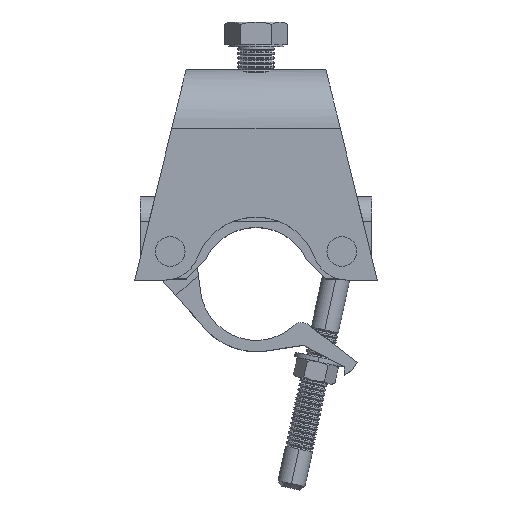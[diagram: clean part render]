
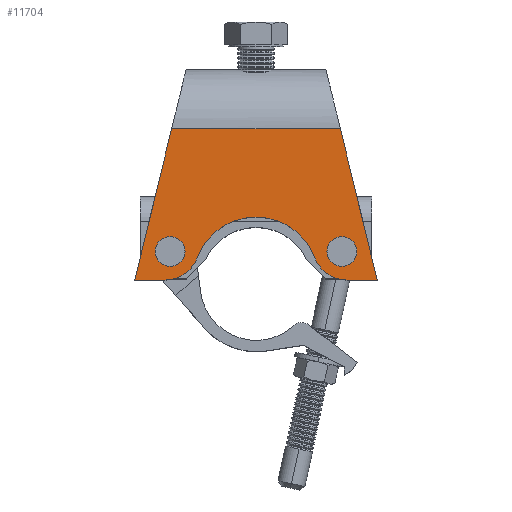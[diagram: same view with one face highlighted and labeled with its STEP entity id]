
A CAD part, top view. The second image highlights one B-rep face of the part: STEP entity #11704.
In plain terms, the highlighted planar face has unit normal (0, 0, 1).
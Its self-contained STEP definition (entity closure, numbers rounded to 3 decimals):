
#1 = FACE_BOUND ( 'NONE', #4840, .T. ) ;
#60 = EDGE_CURVE ( 'NONE', #9740, #18490, #6987, .T. ) ;
#134 = DIRECTION ( 'NONE',  ( 0., 0., 1. ) ) ;
#597 = AXIS2_PLACEMENT_3D ( 'NONE', #14209, #2529, #12641 ) ;
#603 = DIRECTION ( 'NONE',  ( 0., 0., -1. ) ) ;
#608 = DIRECTION ( 'NONE',  ( 0., 0., 1. ) ) ;
#802 = DIRECTION ( 'NONE',  ( 0., 1., 0. ) ) ;
#1197 = CIRCLE ( 'NONE', #17430, 27.5 ) ;
#1443 = DIRECTION ( 'NONE',  ( -0.238, -0.971, 0. ) ) ;
#1960 = EDGE_CURVE ( 'NONE', #2352, #11782, #1197, .T. ) ;
#2164 = AXIS2_PLACEMENT_3D ( 'NONE', #7875, #9335, #3555 ) ;
#2210 = AXIS2_PLACEMENT_3D ( 'NONE', #15505, #2223, #16978 ) ;
#2223 = DIRECTION ( 'NONE',  ( 0., 0., 1. ) ) ;
#2352 = VERTEX_POINT ( 'NONE', #13635 ) ;
#2422 = EDGE_CURVE ( 'NONE', #2352, #2614, #4360, .T. ) ;
#2426 = CIRCLE ( 'NONE', #2164, 5.1 ) ;
#2433 = CARTESIAN_POINT ( 'NONE',  ( -32.4, 12.5, 12. ) ) ;
#2529 = DIRECTION ( 'NONE',  ( 0., 0., 1. ) ) ;
#2614 = VERTEX_POINT ( 'NONE', #10450 ) ;
#2774 = CARTESIAN_POINT ( 'NONE',  ( -36.859, 66., 12. ) ) ;
#2816 = CIRCLE ( 'NONE', #4433, 5.1 ) ;
#3024 = VERTEX_POINT ( 'NONE', #15898 ) ;
#3555 = DIRECTION ( 'NONE',  ( -1., 0., 0. ) ) ;
#3660 = ORIENTED_EDGE ( 'NONE', *, *, #14072, .F. ) ;
#3701 = VERTEX_POINT ( 'NONE', #15929 ) ;
#3735 = CARTESIAN_POINT ( 'NONE',  ( 32.4, 12.5, 12. ) ) ;
#3858 = CIRCLE ( 'NONE', #2210, 5.1 ) ;
#4094 = VECTOR ( 'NONE', #12948, 1000. ) ;
#4218 = DIRECTION ( 'NONE',  ( -0.238, 0.971, 0. ) ) ;
#4360 = CIRCLE ( 'NONE', #12603, 15. ) ;
#4433 = AXIS2_PLACEMENT_3D ( 'NONE', #16432, #134, #9055 ) ;
#4656 = EDGE_CURVE ( 'NONE', #18490, #13278, #6108, .T. ) ;
#4763 = ORIENTED_EDGE ( 'NONE', *, *, #5372, .T. ) ;
#4840 = EDGE_LOOP ( 'NONE', ( #5134, #3660 ) ) ;
#5006 = CARTESIAN_POINT ( 'NONE',  ( -39.765, 15., 12. ) ) ;
#5134 = ORIENTED_EDGE ( 'NONE', *, *, #11333, .F. ) ;
#5172 = VERTEX_POINT ( 'NONE', #2433 ) ;
#5372 = EDGE_CURVE ( 'NONE', #13278, #3701, #14149, .T. ) ;
#6059 = VERTEX_POINT ( 'NONE', #13932 ) ;
#6108 = LINE ( 'NONE', #16193, #11626 ) ;
#6119 = DIRECTION ( 'NONE',  ( 0., 1., 0. ) ) ;
#6179 = FACE_BOUND ( 'NONE', #10189, .T. ) ;
#6490 = EDGE_CURVE ( 'NONE', #14549, #3701, #9228, .T. ) ;
#6631 = DIRECTION ( 'NONE',  ( 1., 0., 0. ) ) ;
#6987 = LINE ( 'NONE', #11438, #12952 ) ;
#7359 = ORIENTED_EDGE ( 'NONE', *, *, #60, .T. ) ;
#7534 = FACE_OUTER_BOUND ( 'NONE', #13845, .T. ) ;
#7875 = CARTESIAN_POINT ( 'NONE',  ( -37.5, 12.5, 12. ) ) ;
#7989 = ORIENTED_EDGE ( 'NONE', *, *, #16323, .F. ) ;
#8280 = ORIENTED_EDGE ( 'NONE', *, *, #8836, .T. ) ;
#8454 = CIRCLE ( 'NONE', #597, 5.1 ) ;
#8809 = EDGE_CURVE ( 'NONE', #5172, #3024, #2426, .T. ) ;
#8836 = EDGE_CURVE ( 'NONE', #14549, #11782, #9038, .T. ) ;
#8908 = CARTESIAN_POINT ( 'NONE',  ( 53., 0., 12. ) ) ;
#9038 = CIRCLE ( 'NONE', #16681, 15. ) ;
#9055 = DIRECTION ( 'NONE',  ( -1., 0., 0. ) ) ;
#9131 = CARTESIAN_POINT ( 'NONE',  ( 53., 0., 12. ) ) ;
#9228 = LINE ( 'NONE', #11578, #15027 ) ;
#9255 = ORIENTED_EDGE ( 'NONE', *, *, #8809, .F. ) ;
#9327 = PLANE ( 'NONE',  #11866 ) ;
#9335 = DIRECTION ( 'NONE',  ( 0., 0., 1. ) ) ;
#9740 = VERTEX_POINT ( 'NONE', #8908 ) ;
#10189 = EDGE_LOOP ( 'NONE', ( #9255, #7989 ) ) ;
#10204 = VECTOR ( 'NONE', #1443, 1000. ) ;
#10450 = CARTESIAN_POINT ( 'NONE',  ( 39.765, 0., 12. ) ) ;
#11049 = DIRECTION ( 'NONE',  ( 0., 0., 1. ) ) ;
#11333 = EDGE_CURVE ( 'NONE', #6059, #18825, #8454, .T. ) ;
#11438 = CARTESIAN_POINT ( 'NONE',  ( 53., 0., 12. ) ) ;
#11459 = CARTESIAN_POINT ( 'NONE',  ( 53., 0., 12. ) ) ;
#11578 = CARTESIAN_POINT ( 'NONE',  ( 53., 0., 12. ) ) ;
#11626 = VECTOR ( 'NONE', #11714, 1000. ) ;
#11704 = ADVANCED_FACE ( 'NONE', ( #6179, #1, #7534 ), #9327, .F. ) ;
#11714 = DIRECTION ( 'NONE',  ( -1., 0., 0. ) ) ;
#11782 = VERTEX_POINT ( 'NONE', #16712 ) ;
#11866 = AXIS2_PLACEMENT_3D ( 'NONE', #9131, #603, #13524 ) ;
#12315 = CARTESIAN_POINT ( 'NONE',  ( -39.765, 0., 12. ) ) ;
#12603 = AXIS2_PLACEMENT_3D ( 'NONE', #16422, #14924, #6119 ) ;
#12641 = DIRECTION ( 'NONE',  ( 1., 0., 0. ) ) ;
#12898 = CARTESIAN_POINT ( 'NONE',  ( 36.859, 66., 12. ) ) ;
#12923 = ORIENTED_EDGE ( 'NONE', *, *, #17965, .F. ) ;
#12930 = DIRECTION ( 'NONE',  ( -1., 0., 0. ) ) ;
#12948 = DIRECTION ( 'NONE',  ( -1., 0., 0. ) ) ;
#12952 = VECTOR ( 'NONE', #4218, 1000. ) ;
#13278 = VERTEX_POINT ( 'NONE', #2774 ) ;
#13383 = ORIENTED_EDGE ( 'NONE', *, *, #6490, .F. ) ;
#13524 = DIRECTION ( 'NONE',  ( 0., 1., 0. ) ) ;
#13635 = CARTESIAN_POINT ( 'NONE',  ( 25.73, 9.706, 12. ) ) ;
#13845 = EDGE_LOOP ( 'NONE', ( #13383, #8280, #18958, #14097, #12923, #7359, #17573, #4763 ) ) ;
#13932 = CARTESIAN_POINT ( 'NONE',  ( 42.6, 12.5, 12. ) ) ;
#13961 = CARTESIAN_POINT ( 'NONE',  ( 0., 0., 12. ) ) ;
#14072 = EDGE_CURVE ( 'NONE', #18825, #6059, #3858, .T. ) ;
#14097 = ORIENTED_EDGE ( 'NONE', *, *, #2422, .T. ) ;
#14149 = LINE ( 'NONE', #19044, #10204 ) ;
#14209 = CARTESIAN_POINT ( 'NONE',  ( 37.5, 12.5, 12. ) ) ;
#14549 = VERTEX_POINT ( 'NONE', #12315 ) ;
#14924 = DIRECTION ( 'NONE',  ( 0., 0., 1. ) ) ;
#15027 = VECTOR ( 'NONE', #12930, 1000. ) ;
#15505 = CARTESIAN_POINT ( 'NONE',  ( 37.5, 12.5, 12. ) ) ;
#15898 = CARTESIAN_POINT ( 'NONE',  ( -42.6, 12.5, 12. ) ) ;
#15929 = CARTESIAN_POINT ( 'NONE',  ( -53., 0., 12. ) ) ;
#16193 = CARTESIAN_POINT ( 'NONE',  ( 53., 66., 12. ) ) ;
#16323 = EDGE_CURVE ( 'NONE', #3024, #5172, #2816, .T. ) ;
#16422 = CARTESIAN_POINT ( 'NONE',  ( 39.765, 15., 12. ) ) ;
#16432 = CARTESIAN_POINT ( 'NONE',  ( -37.5, 12.5, 12. ) ) ;
#16681 = AXIS2_PLACEMENT_3D ( 'NONE', #5006, #608, #802 ) ;
#16712 = CARTESIAN_POINT ( 'NONE',  ( -25.73, 9.706, 12. ) ) ;
#16978 = DIRECTION ( 'NONE',  ( 1., 0., 0. ) ) ;
#17430 = AXIS2_PLACEMENT_3D ( 'NONE', #13961, #11049, #6631 ) ;
#17573 = ORIENTED_EDGE ( 'NONE', *, *, #4656, .T. ) ;
#17965 = EDGE_CURVE ( 'NONE', #9740, #2614, #18614, .T. ) ;
#18490 = VERTEX_POINT ( 'NONE', #12898 ) ;
#18614 = LINE ( 'NONE', #11459, #4094 ) ;
#18825 = VERTEX_POINT ( 'NONE', #3735 ) ;
#18958 = ORIENTED_EDGE ( 'NONE', *, *, #1960, .F. ) ;
#19044 = CARTESIAN_POINT ( 'NONE',  ( -53., 0., 12. ) ) ;
